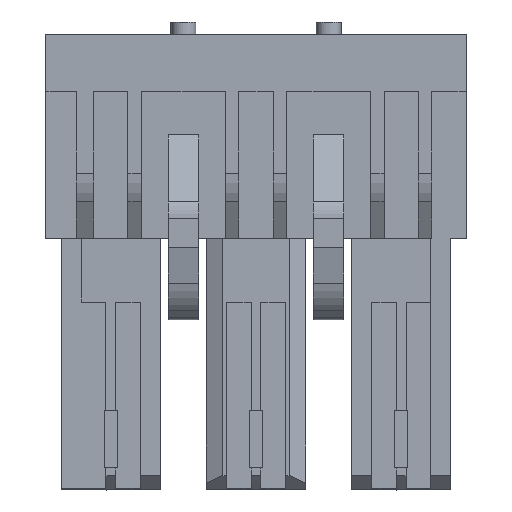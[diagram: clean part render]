
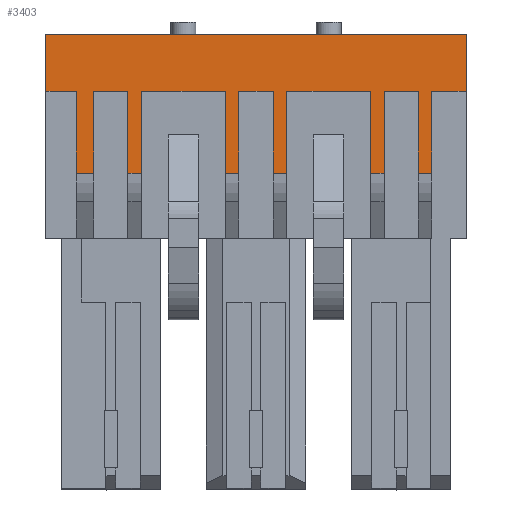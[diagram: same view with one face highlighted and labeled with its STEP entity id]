
A CAD part, top view. The second image highlights one B-rep face of the part: STEP entity #3403.
In plain terms, the highlighted planar face has unit normal (0, 0, 1).
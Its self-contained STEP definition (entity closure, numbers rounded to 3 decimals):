
#3285=AXIS2_PLACEMENT_3D('Plane Axis2P3D',#3282,#3283,#3284) ;
#757=CARTESIAN_POINT('Vertex',(0.,20.9,12.8)) ;
#760=CARTESIAN_POINT('Line Origine',(0.,22.4,12.8)) ;
#764=CARTESIAN_POINT('Vertex',(0.,23.9,12.8)) ;
#821=CARTESIAN_POINT('Vertex',(1.6,20.9,12.8)) ;
#842=CARTESIAN_POINT('Vertex',(1.6,16.602,12.8)) ;
#845=CARTESIAN_POINT('Line Origine',(1.6,18.751,12.8)) ;
#913=CARTESIAN_POINT('Vertex',(2.5,20.9,12.8)) ;
#916=CARTESIAN_POINT('Line Origine',(2.5,18.751,12.8)) ;
#920=CARTESIAN_POINT('Vertex',(2.5,16.602,12.8)) ;
#968=CARTESIAN_POINT('Line Origine',(4.3,18.751,12.8)) ;
#972=CARTESIAN_POINT('Vertex',(4.3,16.602,12.8)) ;
#974=CARTESIAN_POINT('Vertex',(4.3,20.9,12.8)) ;
#1041=CARTESIAN_POINT('Line Origine',(5.,18.751,12.8)) ;
#1045=CARTESIAN_POINT('Vertex',(5.,16.602,12.8)) ;
#1047=CARTESIAN_POINT('Vertex',(5.,20.9,12.8)) ;
#1418=CARTESIAN_POINT('Vertex',(9.42,20.9,12.8)) ;
#1439=CARTESIAN_POINT('Vertex',(9.42,16.602,12.8)) ;
#1442=CARTESIAN_POINT('Line Origine',(9.42,18.751,12.8)) ;
#1510=CARTESIAN_POINT('Vertex',(10.12,20.9,12.8)) ;
#1513=CARTESIAN_POINT('Line Origine',(10.12,18.751,12.8)) ;
#1517=CARTESIAN_POINT('Vertex',(10.12,16.602,12.8)) ;
#1565=CARTESIAN_POINT('Line Origine',(11.92,18.751,12.8)) ;
#1569=CARTESIAN_POINT('Vertex',(11.92,16.602,12.8)) ;
#1571=CARTESIAN_POINT('Vertex',(11.92,20.9,12.8)) ;
#1638=CARTESIAN_POINT('Line Origine',(12.62,18.751,12.8)) ;
#1642=CARTESIAN_POINT('Vertex',(12.62,16.602,12.8)) ;
#1644=CARTESIAN_POINT('Vertex',(12.62,20.9,12.8)) ;
#2010=CARTESIAN_POINT('Vertex',(17.04,20.9,12.8)) ;
#2031=CARTESIAN_POINT('Vertex',(17.04,16.602,12.8)) ;
#2034=CARTESIAN_POINT('Line Origine',(17.04,18.751,12.8)) ;
#2102=CARTESIAN_POINT('Vertex',(17.74,20.9,12.8)) ;
#2105=CARTESIAN_POINT('Line Origine',(17.74,18.751,12.8)) ;
#2109=CARTESIAN_POINT('Vertex',(17.74,16.602,12.8)) ;
#2157=CARTESIAN_POINT('Line Origine',(19.54,18.751,12.8)) ;
#2161=CARTESIAN_POINT('Vertex',(19.54,16.602,12.8)) ;
#2163=CARTESIAN_POINT('Vertex',(19.54,20.9,12.8)) ;
#2230=CARTESIAN_POINT('Line Origine',(20.24,18.751,12.8)) ;
#2234=CARTESIAN_POINT('Vertex',(20.24,16.602,12.8)) ;
#2236=CARTESIAN_POINT('Vertex',(20.24,20.9,12.8)) ;
#2638=CARTESIAN_POINT('Vertex',(22.04,23.9,12.8)) ;
#2643=CARTESIAN_POINT('Line Origine',(22.04,22.4,12.8)) ;
#2647=CARTESIAN_POINT('Vertex',(22.04,20.9,12.8)) ;
#3282=CARTESIAN_POINT('Axis2P3D Location',(0.,23.9,12.8)) ;
#3287=CARTESIAN_POINT('Line Origine',(4.65,16.602,12.8)) ;
#3292=CARTESIAN_POINT('Line Origine',(6.31,20.9,12.8)) ;
#3296=CARTESIAN_POINT('Vertex',(7.62,20.9,12.8)) ;
#3299=CARTESIAN_POINT('Line Origine',(8.52,20.9,12.8)) ;
#3304=CARTESIAN_POINT('Line Origine',(9.77,16.602,12.8)) ;
#3309=CARTESIAN_POINT('Line Origine',(11.02,20.9,12.8)) ;
#3314=CARTESIAN_POINT('Line Origine',(12.27,16.602,12.8)) ;
#3319=CARTESIAN_POINT('Line Origine',(13.93,20.9,12.8)) ;
#3323=CARTESIAN_POINT('Vertex',(15.24,20.9,12.8)) ;
#3326=CARTESIAN_POINT('Line Origine',(16.14,20.9,12.8)) ;
#3331=CARTESIAN_POINT('Line Origine',(17.39,16.602,12.8)) ;
#3336=CARTESIAN_POINT('Line Origine',(18.64,20.9,12.8)) ;
#3341=CARTESIAN_POINT('Line Origine',(19.89,16.602,12.8)) ;
#3346=CARTESIAN_POINT('Line Origine',(21.14,20.9,12.8)) ;
#3351=CARTESIAN_POINT('Line Origine',(11.02,23.9,12.8)) ;
#3356=CARTESIAN_POINT('Line Origine',(0.8,20.9,12.8)) ;
#3361=CARTESIAN_POINT('Line Origine',(2.05,16.602,12.8)) ;
#3366=CARTESIAN_POINT('Line Origine',(3.4,20.9,12.8)) ;
#761=DIRECTION('Vector Direction',(0.,-1.,0.)) ;
#846=DIRECTION('Vector Direction',(0.,-1.,0.)) ;
#917=DIRECTION('Vector Direction',(0.,-1.,0.)) ;
#969=DIRECTION('Vector Direction',(0.,1.,0.)) ;
#1042=DIRECTION('Vector Direction',(0.,-1.,0.)) ;
#1443=DIRECTION('Vector Direction',(0.,-1.,0.)) ;
#1514=DIRECTION('Vector Direction',(0.,-1.,0.)) ;
#1566=DIRECTION('Vector Direction',(0.,1.,0.)) ;
#1639=DIRECTION('Vector Direction',(0.,-1.,0.)) ;
#2035=DIRECTION('Vector Direction',(0.,-1.,0.)) ;
#2106=DIRECTION('Vector Direction',(0.,-1.,0.)) ;
#2158=DIRECTION('Vector Direction',(0.,1.,0.)) ;
#2231=DIRECTION('Vector Direction',(0.,-1.,0.)) ;
#2644=DIRECTION('Vector Direction',(0.,-1.,0.)) ;
#3283=DIRECTION('Axis2P3D Direction',(-0.,0.,1.)) ;
#3284=DIRECTION('Axis2P3D XDirection',(0.,-1.,0.)) ;
#3288=DIRECTION('Vector Direction',(1.,0.,0.)) ;
#3293=DIRECTION('Vector Direction',(1.,0.,0.)) ;
#3300=DIRECTION('Vector Direction',(1.,0.,0.)) ;
#3305=DIRECTION('Vector Direction',(1.,0.,0.)) ;
#3310=DIRECTION('Vector Direction',(-1.,0.,0.)) ;
#3315=DIRECTION('Vector Direction',(1.,0.,0.)) ;
#3320=DIRECTION('Vector Direction',(1.,0.,0.)) ;
#3327=DIRECTION('Vector Direction',(1.,0.,0.)) ;
#3332=DIRECTION('Vector Direction',(1.,0.,0.)) ;
#3337=DIRECTION('Vector Direction',(-1.,0.,0.)) ;
#3342=DIRECTION('Vector Direction',(1.,0.,0.)) ;
#3347=DIRECTION('Vector Direction',(1.,0.,0.)) ;
#3352=DIRECTION('Vector Direction',(1.,0.,0.)) ;
#3357=DIRECTION('Vector Direction',(1.,0.,0.)) ;
#3362=DIRECTION('Vector Direction',(1.,0.,0.)) ;
#3367=DIRECTION('Vector Direction',(-1.,0.,0.)) ;
#762=VECTOR('Line Direction',#761,1.) ;
#847=VECTOR('Line Direction',#846,1.) ;
#918=VECTOR('Line Direction',#917,1.) ;
#970=VECTOR('Line Direction',#969,1.) ;
#1043=VECTOR('Line Direction',#1042,1.) ;
#1444=VECTOR('Line Direction',#1443,1.) ;
#1515=VECTOR('Line Direction',#1514,1.) ;
#1567=VECTOR('Line Direction',#1566,1.) ;
#1640=VECTOR('Line Direction',#1639,1.) ;
#2036=VECTOR('Line Direction',#2035,1.) ;
#2107=VECTOR('Line Direction',#2106,1.) ;
#2159=VECTOR('Line Direction',#2158,1.) ;
#2232=VECTOR('Line Direction',#2231,1.) ;
#2645=VECTOR('Line Direction',#2644,1.) ;
#3289=VECTOR('Line Direction',#3288,1.) ;
#3294=VECTOR('Line Direction',#3293,1.) ;
#3301=VECTOR('Line Direction',#3300,1.) ;
#3306=VECTOR('Line Direction',#3305,1.) ;
#3311=VECTOR('Line Direction',#3310,1.) ;
#3316=VECTOR('Line Direction',#3315,1.) ;
#3321=VECTOR('Line Direction',#3320,1.) ;
#3328=VECTOR('Line Direction',#3327,1.) ;
#3333=VECTOR('Line Direction',#3332,1.) ;
#3338=VECTOR('Line Direction',#3337,1.) ;
#3343=VECTOR('Line Direction',#3342,1.) ;
#3348=VECTOR('Line Direction',#3347,1.) ;
#3353=VECTOR('Line Direction',#3352,1.) ;
#3358=VECTOR('Line Direction',#3357,1.) ;
#3363=VECTOR('Line Direction',#3362,1.) ;
#3368=VECTOR('Line Direction',#3367,1.) ;
#3372=ORIENTED_EDGE('',*,*,#3291,.T.) ;
#3373=ORIENTED_EDGE('',*,*,#1049,.T.) ;
#3374=ORIENTED_EDGE('',*,*,#3298,.T.) ;
#3375=ORIENTED_EDGE('',*,*,#3303,.T.) ;
#3376=ORIENTED_EDGE('',*,*,#1446,.F.) ;
#3377=ORIENTED_EDGE('',*,*,#3308,.T.) ;
#3378=ORIENTED_EDGE('',*,*,#1519,.F.) ;
#3379=ORIENTED_EDGE('',*,*,#3313,.F.) ;
#3380=ORIENTED_EDGE('',*,*,#1573,.F.) ;
#3381=ORIENTED_EDGE('',*,*,#3318,.T.) ;
#3382=ORIENTED_EDGE('',*,*,#1646,.T.) ;
#3383=ORIENTED_EDGE('',*,*,#3325,.T.) ;
#3384=ORIENTED_EDGE('',*,*,#3330,.T.) ;
#3385=ORIENTED_EDGE('',*,*,#2038,.F.) ;
#3386=ORIENTED_EDGE('',*,*,#3335,.T.) ;
#3387=ORIENTED_EDGE('',*,*,#2111,.F.) ;
#3388=ORIENTED_EDGE('',*,*,#3340,.F.) ;
#3389=ORIENTED_EDGE('',*,*,#2165,.F.) ;
#3390=ORIENTED_EDGE('',*,*,#3345,.T.) ;
#3391=ORIENTED_EDGE('',*,*,#2238,.T.) ;
#3392=ORIENTED_EDGE('',*,*,#3350,.T.) ;
#3393=ORIENTED_EDGE('',*,*,#2649,.T.) ;
#3394=ORIENTED_EDGE('',*,*,#3355,.F.) ;
#3395=ORIENTED_EDGE('',*,*,#766,.F.) ;
#3396=ORIENTED_EDGE('',*,*,#3360,.T.) ;
#3397=ORIENTED_EDGE('',*,*,#849,.F.) ;
#3398=ORIENTED_EDGE('',*,*,#3365,.T.) ;
#3399=ORIENTED_EDGE('',*,*,#922,.F.) ;
#3400=ORIENTED_EDGE('',*,*,#3370,.F.) ;
#3401=ORIENTED_EDGE('',*,*,#976,.F.) ;
#3403=ADVANCED_FACE('HOUSING',(#3402),#3286,.T.) ;
#766=EDGE_CURVE('',#758,#765,#763,.F.) ;
#849=EDGE_CURVE('',#843,#822,#848,.F.) ;
#922=EDGE_CURVE('',#914,#921,#919,.T.) ;
#976=EDGE_CURVE('',#973,#975,#971,.T.) ;
#1049=EDGE_CURVE('',#1046,#1048,#1044,.F.) ;
#1446=EDGE_CURVE('',#1440,#1419,#1445,.F.) ;
#1519=EDGE_CURVE('',#1511,#1518,#1516,.T.) ;
#1573=EDGE_CURVE('',#1570,#1572,#1568,.T.) ;
#1646=EDGE_CURVE('',#1643,#1645,#1641,.F.) ;
#2038=EDGE_CURVE('',#2032,#2011,#2037,.F.) ;
#2111=EDGE_CURVE('',#2103,#2110,#2108,.T.) ;
#2165=EDGE_CURVE('',#2162,#2164,#2160,.T.) ;
#2238=EDGE_CURVE('',#2235,#2237,#2233,.F.) ;
#2649=EDGE_CURVE('',#2648,#2639,#2646,.F.) ;
#3291=EDGE_CURVE('',#973,#1046,#3290,.T.) ;
#3298=EDGE_CURVE('',#1048,#3297,#3295,.T.) ;
#3303=EDGE_CURVE('',#3297,#1419,#3302,.T.) ;
#3308=EDGE_CURVE('',#1440,#1518,#3307,.T.) ;
#3313=EDGE_CURVE('',#1572,#1511,#3312,.T.) ;
#3318=EDGE_CURVE('',#1570,#1643,#3317,.T.) ;
#3325=EDGE_CURVE('',#1645,#3324,#3322,.T.) ;
#3330=EDGE_CURVE('',#3324,#2011,#3329,.T.) ;
#3335=EDGE_CURVE('',#2032,#2110,#3334,.T.) ;
#3340=EDGE_CURVE('',#2164,#2103,#3339,.T.) ;
#3345=EDGE_CURVE('',#2162,#2235,#3344,.T.) ;
#3350=EDGE_CURVE('',#2237,#2648,#3349,.T.) ;
#3355=EDGE_CURVE('',#765,#2639,#3354,.T.) ;
#3360=EDGE_CURVE('',#758,#822,#3359,.T.) ;
#3365=EDGE_CURVE('',#843,#921,#3364,.T.) ;
#3370=EDGE_CURVE('',#975,#914,#3369,.T.) ;
#3371=EDGE_LOOP('',(#3372,#3373,#3374,#3375,#3376,#3377,#3378,#3379,#3380,#3381,#3382,#3383,#3384,#3385,#3386,#3387,#3388,#3389,#3390,#3391,#3392,#3393,#3394,#3395,#3396,#3397,#3398,#3399,#3400,#3401)) ;
#3402=FACE_OUTER_BOUND('',#3371,.T.) ;
#763=LINE('Line',#760,#762) ;
#848=LINE('Line',#845,#847) ;
#919=LINE('Line',#916,#918) ;
#971=LINE('Line',#968,#970) ;
#1044=LINE('Line',#1041,#1043) ;
#1445=LINE('Line',#1442,#1444) ;
#1516=LINE('Line',#1513,#1515) ;
#1568=LINE('Line',#1565,#1567) ;
#1641=LINE('Line',#1638,#1640) ;
#2037=LINE('Line',#2034,#2036) ;
#2108=LINE('Line',#2105,#2107) ;
#2160=LINE('Line',#2157,#2159) ;
#2233=LINE('Line',#2230,#2232) ;
#2646=LINE('Line',#2643,#2645) ;
#3290=LINE('Line',#3287,#3289) ;
#3295=LINE('Line',#3292,#3294) ;
#3302=LINE('Line',#3299,#3301) ;
#3307=LINE('Line',#3304,#3306) ;
#3312=LINE('Line',#3309,#3311) ;
#3317=LINE('Line',#3314,#3316) ;
#3322=LINE('Line',#3319,#3321) ;
#3329=LINE('Line',#3326,#3328) ;
#3334=LINE('Line',#3331,#3333) ;
#3339=LINE('Line',#3336,#3338) ;
#3344=LINE('Line',#3341,#3343) ;
#3349=LINE('Line',#3346,#3348) ;
#3354=LINE('Line',#3351,#3353) ;
#3359=LINE('Line',#3356,#3358) ;
#3364=LINE('Line',#3361,#3363) ;
#3369=LINE('Line',#3366,#3368) ;
#3286=PLANE('',#3285) ;
#758=VERTEX_POINT('',#757) ;
#765=VERTEX_POINT('',#764) ;
#822=VERTEX_POINT('',#821) ;
#843=VERTEX_POINT('',#842) ;
#914=VERTEX_POINT('',#913) ;
#921=VERTEX_POINT('',#920) ;
#973=VERTEX_POINT('',#972) ;
#975=VERTEX_POINT('',#974) ;
#1046=VERTEX_POINT('',#1045) ;
#1048=VERTEX_POINT('',#1047) ;
#1419=VERTEX_POINT('',#1418) ;
#1440=VERTEX_POINT('',#1439) ;
#1511=VERTEX_POINT('',#1510) ;
#1518=VERTEX_POINT('',#1517) ;
#1570=VERTEX_POINT('',#1569) ;
#1572=VERTEX_POINT('',#1571) ;
#1643=VERTEX_POINT('',#1642) ;
#1645=VERTEX_POINT('',#1644) ;
#2011=VERTEX_POINT('',#2010) ;
#2032=VERTEX_POINT('',#2031) ;
#2103=VERTEX_POINT('',#2102) ;
#2110=VERTEX_POINT('',#2109) ;
#2162=VERTEX_POINT('',#2161) ;
#2164=VERTEX_POINT('',#2163) ;
#2235=VERTEX_POINT('',#2234) ;
#2237=VERTEX_POINT('',#2236) ;
#2639=VERTEX_POINT('',#2638) ;
#2648=VERTEX_POINT('',#2647) ;
#3297=VERTEX_POINT('',#3296) ;
#3324=VERTEX_POINT('',#3323) ;
